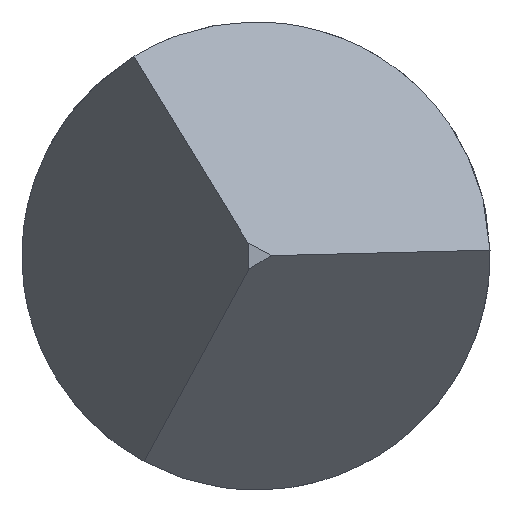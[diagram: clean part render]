
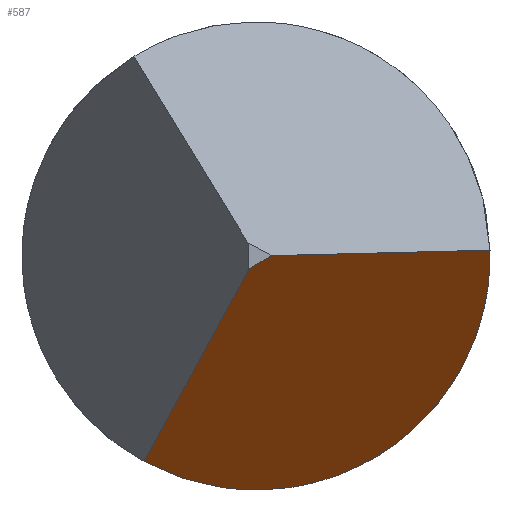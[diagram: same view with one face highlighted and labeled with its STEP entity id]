
A CAD part, left-side view. The second image highlights one B-rep face of the part: STEP entity #587.
In plain terms, the highlighted planar face has unit normal (-0.545, -0.437, -0.716).
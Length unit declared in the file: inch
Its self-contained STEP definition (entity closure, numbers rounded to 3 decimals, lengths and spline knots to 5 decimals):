
#6 = CARTESIAN_POINT ( 'NONE',  ( -0.2704, -0.00076, -0.03084 ) ) ;
#10 = LINE ( 'NONE', #529, #572 ) ;
#39 = DIRECTION ( 'NONE',  ( -0.545, -0.437, -0.716 ) ) ;
#43 = CARTESIAN_POINT ( 'NONE',  ( -0.25649, -0.01883, -0.03039 ) ) ;
#64 = CARTESIAN_POINT ( 'NONE',  ( -0.61805, -0.19044, 0.34959 ) ) ;
#71 = ORIENTED_EDGE ( 'NONE', *, *, #198, .F. ) ;
#73 = CARTESIAN_POINT ( 'NONE',  ( -0.31, 0.63695, -0.39028 ) ) ;
#91 = CARTESIAN_POINT ( 'NONE',  ( -0.27459, 0.00468, -0.03098 ) ) ;
#114 = DIRECTION ( 'NONE',  ( -0.61, -0.379, 0.696 ) ) ;
#133 = EDGE_LOOP ( 'NONE', ( #291, #419, #401, #913, #71 ) ) ;
#162 = DIRECTION ( 'NONE',  ( 0., -0.853, 0.521 ) ) ;
#172 = CARTESIAN_POINT ( 'NONE',  ( -0.2704, -0.00076, -0.03084 ) ) ;
#198 = EDGE_CURVE ( 'NONE', #457, #659, #10, .T. ) ;
#204 = LINE ( 'NONE', #64, #673 ) ;
#214 = EDGE_CURVE ( 'NONE', #567, #368, #977, .T. ) ;
#220 = CARTESIAN_POINT ( 'NONE',  ( -0.28779, -0.03084, 0.00076 ) ) ;
#226 = DIRECTION ( 'NONE',  ( -0.8, 0.015, 0.6 ) ) ;
#291 = ORIENTED_EDGE ( 'NONE', *, *, #669, .F. ) ;
#336 = CARTESIAN_POINT ( 'NONE',  ( -0.26369, -0.03129, -0.0173 ) ) ;
#352 = CARTESIAN_POINT ( 'NONE',  ( 0.00199, -0.40709, 0.01009 ) ) ;
#368 = VERTEX_POINT ( 'NONE', #929 ) ;
#394 = AXIS2_PLACEMENT_3D ( 'NONE', #73, #39, #226 ) ;
#401 = ORIENTED_EDGE ( 'NONE', *, *, #214, .T. ) ;
#417 = EDGE_CURVE ( 'NONE', #921, #567, #799, .T. ) ;
#419 = ORIENTED_EDGE ( 'NONE', *, *, #417, .T. ) ;
#457 = VERTEX_POINT ( 'NONE', #922 ) ;
#529 = CARTESIAN_POINT ( 'NONE',  ( -0.31, 0.63695, -0.39028 ) ) ;
#535 = EDGE_CURVE ( 'NONE', #659, #368, #1037, .T. ) ;
#567 = VERTEX_POINT ( 'NONE', #819 ) ;
#572 = VECTOR ( 'NONE', #162, 39.37008 ) ;
#587 = ADVANCED_FACE ( 'NONE', ( #770 ), #811, .T. ) ;
#659 = VERTEX_POINT ( 'NONE', #1024 ) ;
#669 = EDGE_CURVE ( 'NONE', #921, #457, #204, .T. ) ;
#673 = VECTOR ( 'NONE', #114, 39.37008 ) ;
#693 = DIRECTION ( 'NONE',  ( 0.61, -0.792, 0.02 ) ) ;
#770 = FACE_OUTER_BOUND ( 'NONE', #133, .T. ) ;
#799 =( BOUNDED_CURVE ( )  B_SPLINE_CURVE ( 3, ( #991, #986, #91, #6 ),
 .UNSPECIFIED., .F., .F. ) 
 B_SPLINE_CURVE_WITH_KNOTS ( ( 4, 4 ),
 ( 5.23599, 5.75959 ),
 .UNSPECIFIED. ) 
 CURVE ( )  GEOMETRIC_REPRESENTATION_ITEM ( )  RATIONAL_B_SPLINE_CURVE ( ( 1., 0.977, 0.977, 1. ) ) 
 REPRESENTATION_ITEM ( '' )  );
#804 = VECTOR ( 'NONE', #693, 39.37008 ) ;
#811 = PLANE ( 'NONE',  #394 ) ;
#819 = CARTESIAN_POINT ( 'NONE',  ( -0.2704, -0.00076, -0.03084 ) ) ;
#907 = CARTESIAN_POINT ( 'NONE',  ( -0.28779, 0.01476, -0.02709 ) ) ;
#913 = ORIENTED_EDGE ( 'NONE', *, *, #535, .F. ) ;
#921 = VERTEX_POINT ( 'NONE', #907 ) ;
#922 = CARTESIAN_POINT ( 'NONE',  ( -0.31, 0.00096, -0.00176 ) ) ;
#929 = CARTESIAN_POINT ( 'NONE',  ( -0.28779, -0.03084, 0.00076 ) ) ;
#977 =( BOUNDED_CURVE ( )  B_SPLINE_CURVE ( 3, ( #172, #43, #336, #220 ),
 .UNSPECIFIED., .F., .T. ) 
 B_SPLINE_CURVE_WITH_KNOTS ( ( 4, 4 ),
 ( 5.75959, 7.33038 ),
 .UNSPECIFIED. ) 
 CURVE ( )  GEOMETRIC_REPRESENTATION_ITEM ( )  RATIONAL_B_SPLINE_CURVE ( ( 1., 0.805, 0.805, 1. ) ) 
 REPRESENTATION_ITEM ( '' )  );
#986 = CARTESIAN_POINT ( 'NONE',  ( -0.28052, 0.00998, -0.0297 ) ) ;
#991 = CARTESIAN_POINT ( 'NONE',  ( -0.28779, 0.01476, -0.02709 ) ) ;
#1024 = CARTESIAN_POINT ( 'NONE',  ( -0.31, -0.002, 0.00005 ) ) ;
#1037 = LINE ( 'NONE', #352, #804 ) ;
